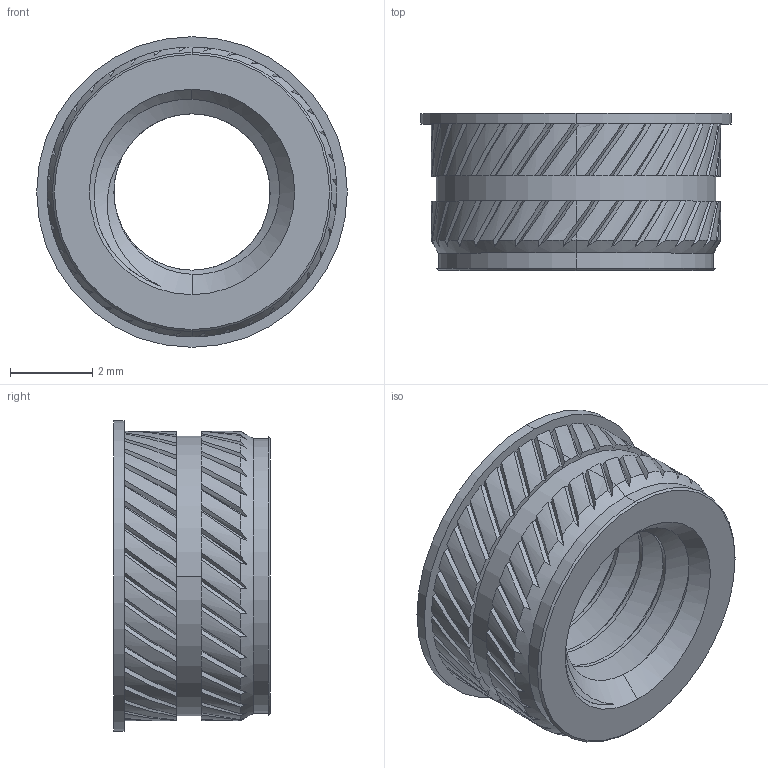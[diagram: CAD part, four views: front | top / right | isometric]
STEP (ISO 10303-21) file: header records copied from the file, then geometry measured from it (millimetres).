
FILE_DESCRIPTION (( 'STEP AP203' ), '1' );
FILE_NAME ('93365A240.STEP', '2018-04-19T12:09:24', ( '' ), ( '' ), 'SwSTEP 2.0', 'SolidWorks 2014', '' );
FILE_SCHEMA (( 'CONFIG_CONTROL_DESIGN' ));
Length unit declared in the file: inch
Products named in the file (1): 93365A240
Bounding box: 7.54 x 3.81 x 7.54 mm (x, y, z)
Volume: 87.1 mm3; surface area: 234.9 mm2
Topology: 1 solids, 1 shells, 251 faces, 731 edges, 486 vertices
Faces by surface type: bspline 147, cylinder 90, cone 8, plane 6
Entity records: 11557 total; most frequent: CARTESIAN_POINT 6702, ORIENTED_EDGE 1462, EDGE_CURVE 731, DIRECTION 575, VERTEX_POINT 486, AXIS2_PLACEMENT_3D 275, EDGE_LOOP 257, FACE_OUTER_BOUND 251
